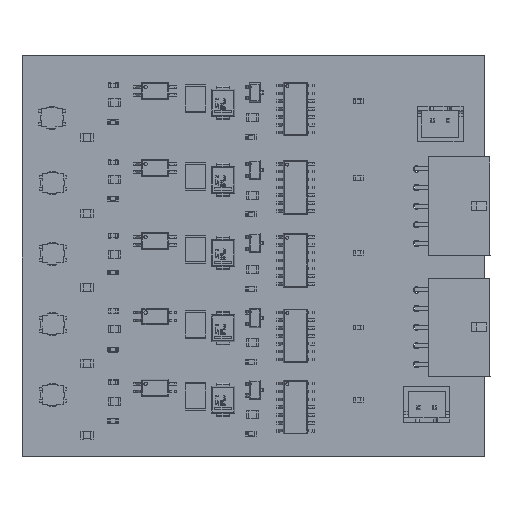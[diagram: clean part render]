
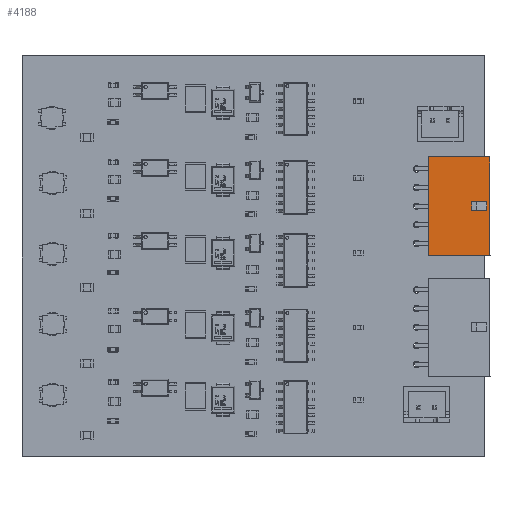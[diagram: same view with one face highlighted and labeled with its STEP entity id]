
A CAD part, top view. The second image highlights one B-rep face of the part: STEP entity #4188.
In plain terms, the highlighted face is planar.
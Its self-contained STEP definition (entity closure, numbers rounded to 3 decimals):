
#3452 = VERTEX_POINT('',#3453);
#3453 = CARTESIAN_POINT('',(-7.925,6.86,0.));
#3459 = EDGE_CURVE('',#3452,#3460,#3462,.T.);
#3460 = VERTEX_POINT('',#3461);
#3461 = CARTESIAN_POINT('',(7.925,6.86,0.));
#3462 = LINE('',#3463,#3464);
#3463 = CARTESIAN_POINT('',(-7.925,6.86,0.));
#3464 = VECTOR('',#3465,1.);
#3465 = DIRECTION('',(1.,0.,0.));
#4169 = EDGE_CURVE('',#3460,#4170,#4172,.T.);
#4170 = VERTEX_POINT('',#4171);
#4171 = CARTESIAN_POINT('',(7.925,6.86,-9.91));
#4172 = LINE('',#4173,#4174);
#4173 = CARTESIAN_POINT('',(7.925,6.86,0.));
#4174 = VECTOR('',#4175,1.);
#4175 = DIRECTION('',(0.,0.,-1.));
#4188 = ADVANCED_FACE('',(#4189,#4207),#4241,.T.);
#4189 = FACE_BOUND('',#4190,.F.);
#4190 = EDGE_LOOP('',(#4191,#4192,#4200,#4206));
#4191 = ORIENTED_EDGE('',*,*,#3459,.F.);
#4192 = ORIENTED_EDGE('',*,*,#4193,.T.);
#4193 = EDGE_CURVE('',#3452,#4194,#4196,.T.);
#4194 = VERTEX_POINT('',#4195);
#4195 = CARTESIAN_POINT('',(-7.925,6.86,-9.91));
#4196 = LINE('',#4197,#4198);
#4197 = CARTESIAN_POINT('',(-7.925,6.86,0.));
#4198 = VECTOR('',#4199,1.);
#4199 = DIRECTION('',(0.,0.,-1.));
#4200 = ORIENTED_EDGE('',*,*,#4201,.T.);
#4201 = EDGE_CURVE('',#4194,#4170,#4202,.T.);
#4202 = LINE('',#4203,#4204);
#4203 = CARTESIAN_POINT('',(-7.925,6.86,-9.91));
#4204 = VECTOR('',#4205,1.);
#4205 = DIRECTION('',(1.,0.,0.));
#4206 = ORIENTED_EDGE('',*,*,#4169,.F.);
#4207 = FACE_BOUND('',#4208,.F.);
#4208 = EDGE_LOOP('',(#4209,#4219,#4227,#4235));
#4209 = ORIENTED_EDGE('',*,*,#4210,.F.);
#4210 = EDGE_CURVE('',#4211,#4213,#4215,.T.);
#4211 = VERTEX_POINT('',#4212);
#4212 = CARTESIAN_POINT('',(-0.7,6.86,-0.54));
#4213 = VERTEX_POINT('',#4214);
#4214 = CARTESIAN_POINT('',(-0.7,6.86,-2.95));
#4215 = LINE('',#4216,#4217);
#4216 = CARTESIAN_POINT('',(-0.7,6.86,-0.54));
#4217 = VECTOR('',#4218,1.);
#4218 = DIRECTION('',(0.,0.,-1.));
#4219 = ORIENTED_EDGE('',*,*,#4220,.T.);
#4220 = EDGE_CURVE('',#4211,#4221,#4223,.T.);
#4221 = VERTEX_POINT('',#4222);
#4222 = CARTESIAN_POINT('',(0.7,6.86,-0.54));
#4223 = LINE('',#4224,#4225);
#4224 = CARTESIAN_POINT('',(-0.7,6.86,-0.54));
#4225 = VECTOR('',#4226,1.);
#4226 = DIRECTION('',(1.,0.,0.));
#4227 = ORIENTED_EDGE('',*,*,#4228,.T.);
#4228 = EDGE_CURVE('',#4221,#4229,#4231,.T.);
#4229 = VERTEX_POINT('',#4230);
#4230 = CARTESIAN_POINT('',(0.7,6.86,-2.95));
#4231 = LINE('',#4232,#4233);
#4232 = CARTESIAN_POINT('',(0.7,6.86,-0.54));
#4233 = VECTOR('',#4234,1.);
#4234 = DIRECTION('',(0.,0.,-1.));
#4235 = ORIENTED_EDGE('',*,*,#4236,.F.);
#4236 = EDGE_CURVE('',#4213,#4229,#4237,.T.);
#4237 = LINE('',#4238,#4239);
#4238 = CARTESIAN_POINT('',(-0.7,6.86,-2.95));
#4239 = VECTOR('',#4240,1.);
#4240 = DIRECTION('',(1.,0.,0.));
#4241 = PLANE('',#4242);
#4242 = AXIS2_PLACEMENT_3D('',#4243,#4244,#4245);
#4243 = CARTESIAN_POINT('',(-7.925,6.86,0.));
#4244 = DIRECTION('',(0.,1.,0.));
#4245 = DIRECTION('',(1.,0.,0.));
